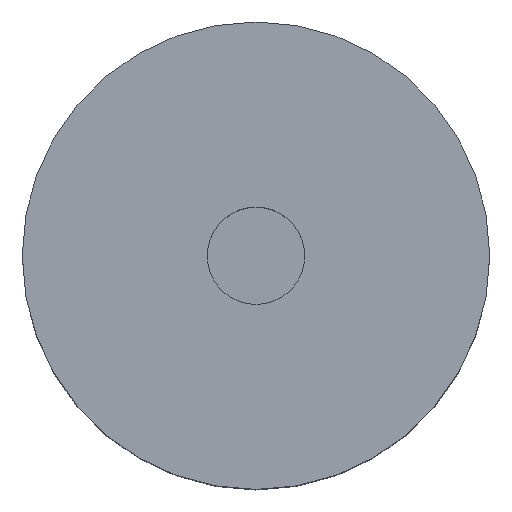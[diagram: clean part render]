
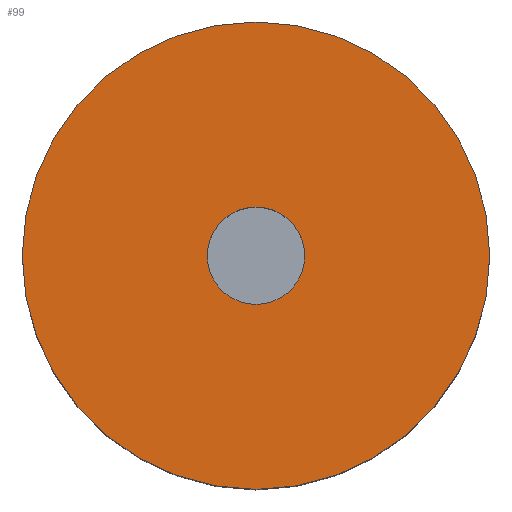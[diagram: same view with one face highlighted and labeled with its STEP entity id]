
A CAD part, top view. The second image highlights one B-rep face of the part: STEP entity #99.
In plain terms, the highlighted planar face has unit normal (0, 0, 1).
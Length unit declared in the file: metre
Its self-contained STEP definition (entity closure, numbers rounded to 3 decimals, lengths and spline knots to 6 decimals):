
#17=PLANE('',#154);
#24=ORIENTED_EDGE('',*,*,#40,.F.);
#25=ORIENTED_EDGE('',*,*,#38,.T.);
#38=EDGE_CURVE('',#46,#46,#54,.T.);
#40=EDGE_CURVE('',#48,#48,#56,.T.);
#46=VERTEX_POINT('',#207);
#48=VERTEX_POINT('',#212);
#54=CIRCLE('',#152,0.006);
#56=CIRCLE('',#155,0.00125);
#64=EDGE_LOOP('',(#24));
#65=EDGE_LOOP('',(#25));
#80=FACE_BOUND('',#64,.T.);
#81=FACE_BOUND('',#65,.T.);
#99=ADVANCED_FACE('',(#80,#81),#17,.T.);
#152=AXIS2_PLACEMENT_3D('',#206,#172,#173);
#154=AXIS2_PLACEMENT_3D('',#210,#176,#177);
#155=AXIS2_PLACEMENT_3D('',#211,#178,#179);
#172=DIRECTION('',(0.,0.,1.));
#173=DIRECTION('',(1.,0.,0.));
#176=DIRECTION('',(0.,0.,1.));
#177=DIRECTION('',(1.,0.,0.));
#178=DIRECTION('',(0.,0.,1.));
#179=DIRECTION('',(1.,0.,0.));
#206=CARTESIAN_POINT('',(0.,0.,0.0082));
#207=CARTESIAN_POINT('',(0.006,0.,0.0082));
#210=CARTESIAN_POINT('',(0.,0.,0.0082));
#211=CARTESIAN_POINT('',(0.,0.,0.0082));
#212=CARTESIAN_POINT('',(0.00125,0.,0.0082));
